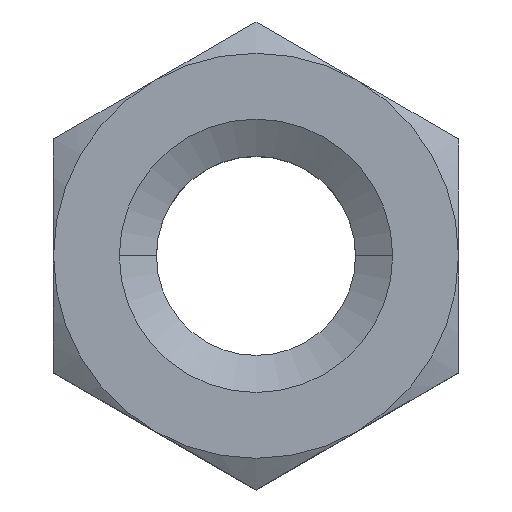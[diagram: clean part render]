
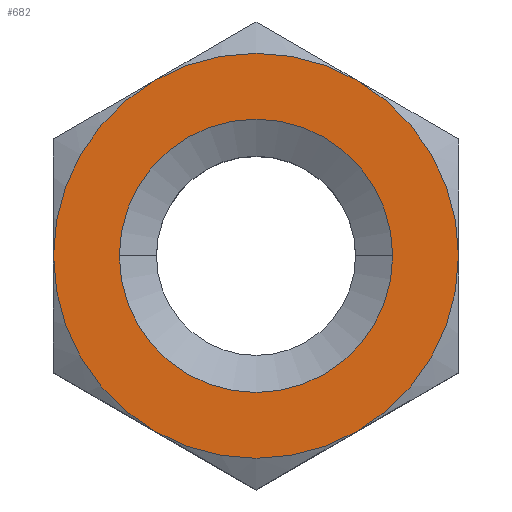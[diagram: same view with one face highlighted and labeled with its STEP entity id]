
A CAD part, top view. The second image highlights one B-rep face of the part: STEP entity #682.
In plain terms, the highlighted planar face has unit normal (0, 0, 1).
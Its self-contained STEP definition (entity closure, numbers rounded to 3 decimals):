
#10 = EDGE_CURVE ( 'NONE', #252, #659, #668, .T. ) ;
#19 = PLANE ( 'NONE',  #423 ) ;
#27 = DIRECTION ( 'NONE',  ( 1., 0., 0. ) ) ;
#35 = AXIS2_PLACEMENT_3D ( 'NONE', #439, #325, #27 ) ;
#49 = CIRCLE ( 'NONE', #686, 5. ) ;
#52 = EDGE_CURVE ( 'NONE', #500, #56, #527, .T. ) ;
#56 = VERTEX_POINT ( 'NONE', #246 ) ;
#59 = CARTESIAN_POINT ( 'NONE',  ( 2.5, -4.33, 0. ) ) ;
#62 = ORIENTED_EDGE ( 'NONE', *, *, #329, .T. ) ;
#74 = EDGE_CURVE ( 'NONE', #659, #252, #236, .T. ) ;
#80 = CARTESIAN_POINT ( 'NONE',  ( 0., 0., 0. ) ) ;
#85 = ORIENTED_EDGE ( 'NONE', *, *, #52, .T. ) ;
#96 = EDGE_CURVE ( 'NONE', #288, #280, #427, .T. ) ;
#112 = EDGE_CURVE ( 'NONE', #261, #500, #450, .T. ) ;
#115 = FACE_BOUND ( 'NONE', #229, .T. ) ;
#133 = DIRECTION ( 'NONE',  ( 1., 0., 0. ) ) ;
#151 = AXIS2_PLACEMENT_3D ( 'NONE', #80, #551, #400 ) ;
#161 = DIRECTION ( 'NONE',  ( 1., 0., 0. ) ) ;
#184 = CARTESIAN_POINT ( 'NONE',  ( 0., 5.774, 0. ) ) ;
#196 = VERTEX_POINT ( 'NONE', #286 ) ;
#197 = ORIENTED_EDGE ( 'NONE', *, *, #10, .F. ) ;
#201 = DIRECTION ( 'NONE',  ( 0., 0., 1. ) ) ;
#224 = CARTESIAN_POINT ( 'NONE',  ( 3.375, 0., 0. ) ) ;
#225 = EDGE_CURVE ( 'NONE', #56, #288, #228, .T. ) ;
#228 = CIRCLE ( 'NONE', #641, 5. ) ;
#229 = EDGE_LOOP ( 'NONE', ( #197, #635 ) ) ;
#236 = CIRCLE ( 'NONE', #465, 3.375 ) ;
#240 = CARTESIAN_POINT ( 'NONE',  ( -3.375, 0., 0. ) ) ;
#246 = CARTESIAN_POINT ( 'NONE',  ( -5., 0., 0. ) ) ;
#252 = VERTEX_POINT ( 'NONE', #224 ) ;
#258 = DIRECTION ( 'NONE',  ( 1., 0., 0. ) ) ;
#261 = VERTEX_POINT ( 'NONE', #470 ) ;
#280 = VERTEX_POINT ( 'NONE', #59 ) ;
#285 = AXIS2_PLACEMENT_3D ( 'NONE', #544, #201, #258 ) ;
#286 = CARTESIAN_POINT ( 'NONE',  ( 5., 0., 0. ) ) ;
#288 = VERTEX_POINT ( 'NONE', #411 ) ;
#300 = DIRECTION ( 'NONE',  ( 1., 0., 0. ) ) ;
#303 = DIRECTION ( 'NONE',  ( 0., 0., 1. ) ) ;
#314 = DIRECTION ( 'NONE',  ( 0., 0., 1. ) ) ;
#316 = DIRECTION ( 'NONE',  ( 1., 0., 0. ) ) ;
#319 = CIRCLE ( 'NONE', #407, 5. ) ;
#325 = DIRECTION ( 'NONE',  ( 0., 0., 1. ) ) ;
#327 = CARTESIAN_POINT ( 'NONE',  ( 0., 0., 0. ) ) ;
#329 = EDGE_CURVE ( 'NONE', #196, #261, #49, .T. ) ;
#349 = CARTESIAN_POINT ( 'NONE',  ( 0., 0., 0. ) ) ;
#355 = EDGE_LOOP ( 'NONE', ( #460, #62, #614, #85, #708, #559 ) ) ;
#366 = DIRECTION ( 'NONE',  ( 0., 0., 1. ) ) ;
#384 = DIRECTION ( 'NONE',  ( 0., 0., 1. ) ) ;
#400 = DIRECTION ( 'NONE',  ( 1., 0., 0. ) ) ;
#407 = AXIS2_PLACEMENT_3D ( 'NONE', #476, #366, #685 ) ;
#408 = DIRECTION ( 'NONE',  ( 0., 0., 1. ) ) ;
#411 = CARTESIAN_POINT ( 'NONE',  ( -2.5, -4.33, 0. ) ) ;
#412 = CARTESIAN_POINT ( 'NONE',  ( 0., 0., 0. ) ) ;
#423 = AXIS2_PLACEMENT_3D ( 'NONE', #184, #314, #133 ) ;
#427 = CIRCLE ( 'NONE', #285, 5. ) ;
#439 = CARTESIAN_POINT ( 'NONE',  ( 0., 0., 0. ) ) ;
#450 = CIRCLE ( 'NONE', #151, 5. ) ;
#460 = ORIENTED_EDGE ( 'NONE', *, *, #662, .T. ) ;
#465 = AXIS2_PLACEMENT_3D ( 'NONE', #327, #384, #316 ) ;
#470 = CARTESIAN_POINT ( 'NONE',  ( 2.5, 4.33, 0. ) ) ;
#476 = CARTESIAN_POINT ( 'NONE',  ( 0., 0., 0. ) ) ;
#494 = CARTESIAN_POINT ( 'NONE',  ( -2.5, 4.33, 0. ) ) ;
#500 = VERTEX_POINT ( 'NONE', #494 ) ;
#527 = CIRCLE ( 'NONE', #35, 5. ) ;
#536 = DIRECTION ( 'NONE',  ( 0., 0., 1. ) ) ;
#544 = CARTESIAN_POINT ( 'NONE',  ( 0., 0., 0. ) ) ;
#551 = DIRECTION ( 'NONE',  ( 0., 0., 1. ) ) ;
#559 = ORIENTED_EDGE ( 'NONE', *, *, #96, .T. ) ;
#584 = DIRECTION ( 'NONE',  ( 1., 0., 0. ) ) ;
#614 = ORIENTED_EDGE ( 'NONE', *, *, #112, .T. ) ;
#635 = ORIENTED_EDGE ( 'NONE', *, *, #74, .F. ) ;
#641 = AXIS2_PLACEMENT_3D ( 'NONE', #349, #408, #161 ) ;
#659 = VERTEX_POINT ( 'NONE', #240 ) ;
#662 = EDGE_CURVE ( 'NONE', #280, #196, #319, .T. ) ;
#668 = CIRCLE ( 'NONE', #734, 3.375 ) ;
#682 = ADVANCED_FACE ( 'NONE', ( #115, #705 ), #19, .T. ) ;
#685 = DIRECTION ( 'NONE',  ( 1., 0., 0. ) ) ;
#686 = AXIS2_PLACEMENT_3D ( 'NONE', #699, #536, #300 ) ;
#699 = CARTESIAN_POINT ( 'NONE',  ( 0., 0., 0. ) ) ;
#705 = FACE_OUTER_BOUND ( 'NONE', #355, .T. ) ;
#708 = ORIENTED_EDGE ( 'NONE', *, *, #225, .T. ) ;
#734 = AXIS2_PLACEMENT_3D ( 'NONE', #412, #303, #584 ) ;
